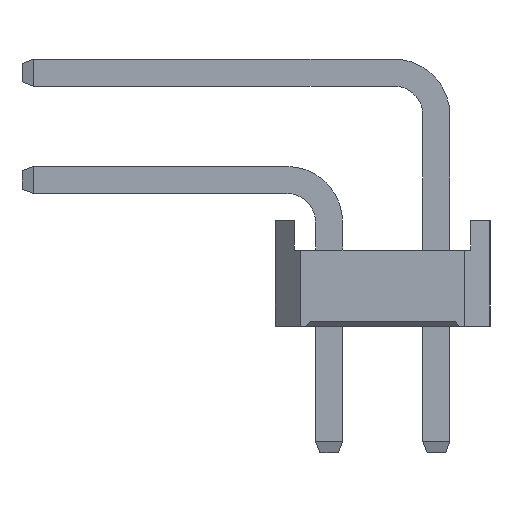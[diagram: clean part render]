
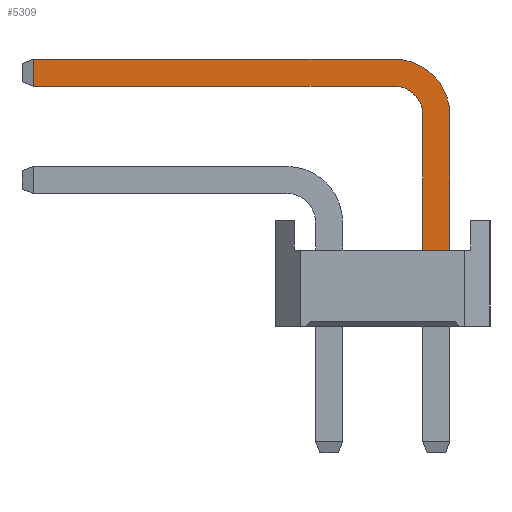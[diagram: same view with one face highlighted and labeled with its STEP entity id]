
A CAD part, left-side view. The second image highlights one B-rep face of the part: STEP entity #5309.
In plain terms, the highlighted planar face has unit normal (-1, 0, 0).
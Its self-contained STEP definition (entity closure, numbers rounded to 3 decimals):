
#5309=ADVANCED_FACE('',(#17186),#17188,.T.);
#17186=FACE_BOUND('',#17187,.T.);
#17187=EDGE_LOOP('',(#26559,#26560,#26561,#26562,#26563,#26564,#26565,#26566));
#17188=PLANE('',#17189);
#17189=AXIS2_PLACEMENT_3D('',#17190,#17191,#17192);
#17190=CARTESIAN_POINT('',(-0.32,-2.22,-3.));
#17191=DIRECTION('',(-1.,0.,0.));
#17192=DIRECTION('',(0.,-1.,0.));
#26559=ORIENTED_EDGE('',*,*,#32290,.F.);
#26560=ORIENTED_EDGE('',*,*,#32291,.F.);
#26561=ORIENTED_EDGE('',*,*,#32292,.F.);
#26562=ORIENTED_EDGE('',*,*,#32293,.F.);
#26563=ORIENTED_EDGE('',*,*,#30785,.T.);
#26564=ORIENTED_EDGE('',*,*,#32289,.T.);
#26565=ORIENTED_EDGE('',*,*,#32294,.T.);
#26566=ORIENTED_EDGE('',*,*,#32295,.T.);
#30785=EDGE_CURVE('',#34990,#34988,#34991,.T.);
#32289=EDGE_CURVE('',#34988,#37364,#37366,.T.);
#32290=EDGE_CURVE('',#37367,#37368,#37369,.T.);
#32291=EDGE_CURVE('',#37370,#37367,#37371,.T.);
#32292=EDGE_CURVE('',#37372,#37370,#37373,.T.);
#32293=EDGE_CURVE('',#34990,#37372,#37374,.T.);
#32294=EDGE_CURVE('',#37364,#37375,#37376,.T.);
#32295=EDGE_CURVE('',#37375,#37368,#37377,.T.);
#34988=VERTEX_POINT('',#42092);
#34990=VERTEX_POINT('',#42096);
#34991=LINE('',#42097,#42098);
#37364=VERTEX_POINT('',#47574);
#37366=LINE('',#47578,#47579);
#37367=VERTEX_POINT('',#47581);
#37368=VERTEX_POINT('',#47582);
#37369=LINE('',#47583,#47584);
#37370=VERTEX_POINT('',#47586);
#37371=LINE('',#47587,#47588);
#37372=VERTEX_POINT('',#47590);
#37373=CIRCLE('',#47591,0.68);
#37374=LINE('',#47595,#47596);
#37375=VERTEX_POINT('',#47598);
#37376=CIRCLE('',#47599,1.32);
#37377=LINE('',#47603,#47604);
#42092=CARTESIAN_POINT('',(-0.32,-2.86,1.8));
#42096=CARTESIAN_POINT('',(-0.32,-2.22,1.8));
#42097=CARTESIAN_POINT('',(-0.32,-2.22,1.8));
#42098=VECTOR('',#42099,1.);
#42099=DIRECTION('',(0.,-1.,0.));
#47574=CARTESIAN_POINT('',(-0.32,-2.86,5.));
#47578=CARTESIAN_POINT('',(-0.32,-2.86,1.8));
#47579=VECTOR('',#47580,1.);
#47580=DIRECTION('',(0.,0.,1.));
#47581=CARTESIAN_POINT('',(-0.32,6.995,5.68));
#47582=CARTESIAN_POINT('',(-0.32,6.995,6.32));
#47583=CARTESIAN_POINT('',(-0.32,6.995,5.68));
#47584=VECTOR('',#47585,1.);
#47585=DIRECTION('',(0.,0.,1.));
#47586=CARTESIAN_POINT('',(-0.32,-1.54,5.68));
#47587=CARTESIAN_POINT('',(-0.32,-1.54,5.68));
#47588=VECTOR('',#47589,1.);
#47589=DIRECTION('',(0.,1.,0.));
#47590=CARTESIAN_POINT('',(-0.32,-2.22,5.));
#47591=AXIS2_PLACEMENT_3D('',#47592,#47593,#47594);
#47592=CARTESIAN_POINT('',(-0.32,-1.54,5.));
#47593=DIRECTION('',(-1.,-0.,0.));
#47594=DIRECTION('',(0.,-1.,0.));
#47595=CARTESIAN_POINT('',(-0.32,-2.22,1.8));
#47596=VECTOR('',#47597,1.);
#47597=DIRECTION('',(0.,0.,1.));
#47598=CARTESIAN_POINT('',(-0.32,-1.54,6.32));
#47599=AXIS2_PLACEMENT_3D('',#47600,#47601,#47602);
#47600=CARTESIAN_POINT('',(-0.32,-1.54,5.));
#47601=DIRECTION('',(-1.,-0.,0.));
#47602=DIRECTION('',(0.,-1.,0.));
#47603=CARTESIAN_POINT('',(-0.32,-1.54,6.32));
#47604=VECTOR('',#47605,1.);
#47605=DIRECTION('',(0.,1.,0.));
